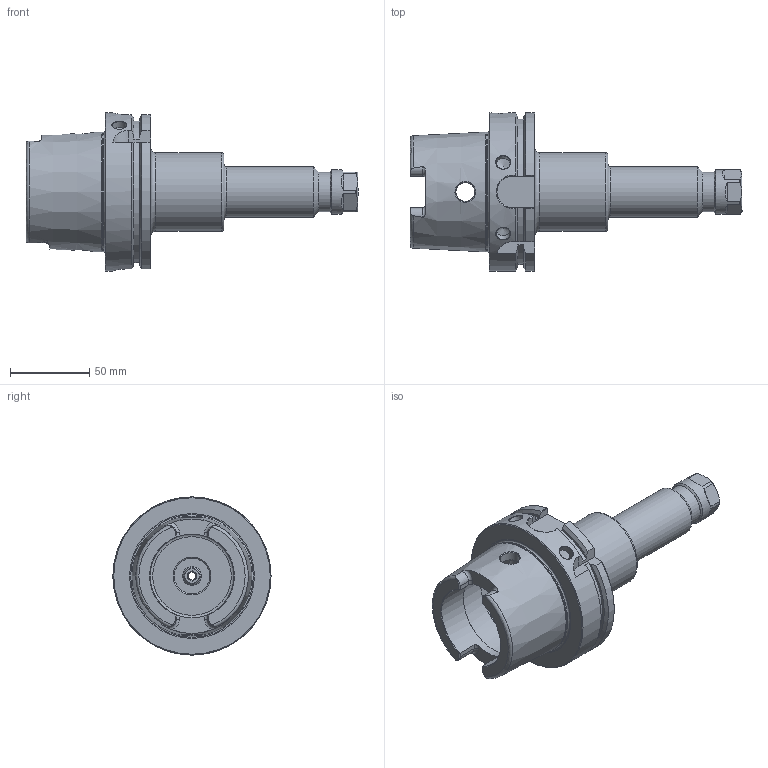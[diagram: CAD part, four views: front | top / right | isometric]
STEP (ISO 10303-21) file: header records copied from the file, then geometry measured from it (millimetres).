
FILE_DESCRIPTION(/* description */ ('ER COLLET CHUCK'),/* implementation_level */ '2;1');
FILE_NAME(/* name */ 'H100-20ERF630.stp',/* time_stamp */ '2017-01-26T15:52:35-05:00',/* author */ ('davhar'),/* organization */ (''),/* preprocessor_version */ 'ST-DEVELOPER v16.1',/* originating_system */ 'Autodesk Inventor 2016',/* authorisation */ '');
FILE_SCHEMA (('AUTOMOTIVE_DESIGN { 1 0 10303 214 3 1 1 }'));
Length unit declared in the file: inch
Products named in the file (4): H100-20ER6-1; 16ERHN; BS-09; H100-20ERF630
Assembly tree (3 placements, depth 2):
  H100-20ERF630
    H100-20ER6-1
    16ERHN
    BS-09
Bounding box: 210.02 x 100 x 100 mm (x, y, z)
Volume: 385470.7 mm3; surface area: 72891.6 mm2
Topology: 3 solids, 3 shells, 197 faces, 486 edges, 302 vertices
Faces by surface type: plane 74, cylinder 50, cone 39, torus 21, bspline 13
Full cylindrical faces by diameter (mm): 7.137 x1, 9 x2, 10 x1, 10.719 x2, 11.989 x1, 12 x3, 12.4 x1, 12.751 x1, 14.097 x1, 14.478 x1, 20.5 x1, 22.377 x1, 23 x1, 25 x1, 25.016 x1, 28 x1, 31.75 x1, 49.53 x1, 53 x2, 63 x1, 75.364 x1, 100 x1
Entity records: 6762 total; most frequent: CARTESIAN_POINT 2394, DIRECTION 831, ORIENTED_EDGE 816, EDGE_CURVE 408, AXIS2_PLACEMENT_3D 350, VERTEX_POINT 285, EDGE_LOOP 275, FACE_OUTER_BOUND 197
